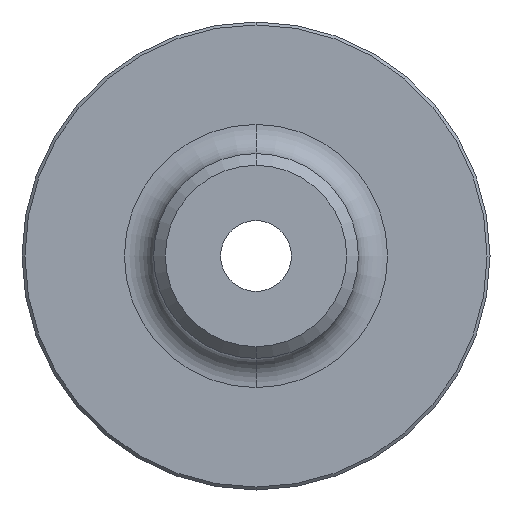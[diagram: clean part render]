
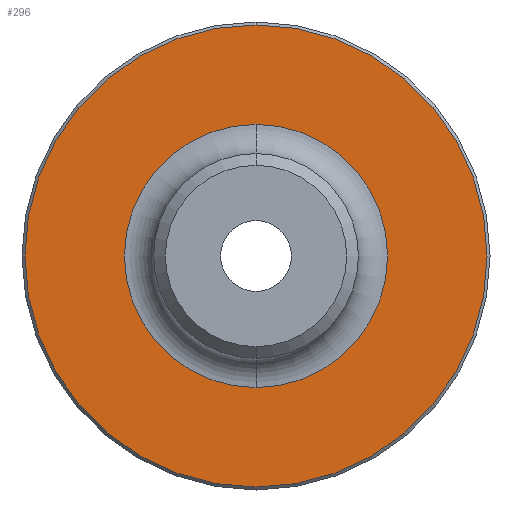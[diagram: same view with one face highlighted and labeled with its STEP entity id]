
A CAD part, front view. The second image highlights one B-rep face of the part: STEP entity #296.
In plain terms, the highlighted planar face has unit normal (0, -1, 0).
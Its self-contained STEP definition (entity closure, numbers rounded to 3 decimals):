
#7 = CARTESIAN_POINT ( 'NONE',  ( 0., 35., 0. ) ) ;
#10 = VERTEX_POINT ( 'NONE', #34 ) ;
#28 = EDGE_LOOP ( 'NONE', ( #84, #386 ) ) ;
#34 = CARTESIAN_POINT ( 'NONE',  ( 0., 35., -22.5 ) ) ;
#52 = AXIS2_PLACEMENT_3D ( 'NONE', #455, #406, #143 ) ;
#54 = EDGE_CURVE ( 'NONE', #457, #548, #307, .T. ) ;
#73 = CARTESIAN_POINT ( 'NONE',  ( 0., 35., 0. ) ) ;
#84 = ORIENTED_EDGE ( 'NONE', *, *, #231, .T. ) ;
#135 = AXIS2_PLACEMENT_3D ( 'NONE', #73, #566, #167 ) ;
#143 = DIRECTION ( 'NONE',  ( 0., 0., 1. ) ) ;
#161 = ORIENTED_EDGE ( 'NONE', *, *, #54, .T. ) ;
#167 = DIRECTION ( 'NONE',  ( 0., 0., 1. ) ) ;
#183 = CARTESIAN_POINT ( 'NONE',  ( 0., 35., 39.5 ) ) ;
#184 = DIRECTION ( 'NONE',  ( 0., 1., 0. ) ) ;
#205 = CARTESIAN_POINT ( 'NONE',  ( 17.5, 35., 0. ) ) ;
#209 = CARTESIAN_POINT ( 'NONE',  ( 0., 35., 0. ) ) ;
#227 = AXIS2_PLACEMENT_3D ( 'NONE', #205, #471, #292 ) ;
#231 = EDGE_CURVE ( 'NONE', #470, #10, #236, .T. ) ;
#233 = EDGE_CURVE ( 'NONE', #10, #470, #315, .T. ) ;
#236 = CIRCLE ( 'NONE', #285, 22.5 ) ;
#282 = ORIENTED_EDGE ( 'NONE', *, *, #334, .T. ) ;
#285 = AXIS2_PLACEMENT_3D ( 'NONE', #7, #184, #540 ) ;
#291 = EDGE_LOOP ( 'NONE', ( #161, #282 ) ) ;
#292 = DIRECTION ( 'NONE',  ( 0., 0., 1. ) ) ;
#295 = AXIS2_PLACEMENT_3D ( 'NONE', #209, #354, #308 ) ;
#296 = ADVANCED_FACE ( 'NONE', ( #345, #514 ), #475, .F. ) ;
#307 = CIRCLE ( 'NONE', #295, 39.5 ) ;
#308 = DIRECTION ( 'NONE',  ( 0., 0., 1. ) ) ;
#315 = CIRCLE ( 'NONE', #52, 22.5 ) ;
#318 = CIRCLE ( 'NONE', #135, 39.5 ) ;
#334 = EDGE_CURVE ( 'NONE', #548, #457, #318, .T. ) ;
#345 = FACE_BOUND ( 'NONE', #28, .T. ) ;
#354 = DIRECTION ( 'NONE',  ( 0., -1., 0. ) ) ;
#379 = CARTESIAN_POINT ( 'NONE',  ( 0., 35., -39.5 ) ) ;
#386 = ORIENTED_EDGE ( 'NONE', *, *, #233, .T. ) ;
#406 = DIRECTION ( 'NONE',  ( 0., 1., 0. ) ) ;
#455 = CARTESIAN_POINT ( 'NONE',  ( 0., 35., 0. ) ) ;
#457 = VERTEX_POINT ( 'NONE', #183 ) ;
#470 = VERTEX_POINT ( 'NONE', #486 ) ;
#471 = DIRECTION ( 'NONE',  ( 0., 1., 0. ) ) ;
#475 = PLANE ( 'NONE',  #227 ) ;
#486 = CARTESIAN_POINT ( 'NONE',  ( 0., 35., 22.5 ) ) ;
#514 = FACE_OUTER_BOUND ( 'NONE', #291, .T. ) ;
#540 = DIRECTION ( 'NONE',  ( 0., 0., 1. ) ) ;
#548 = VERTEX_POINT ( 'NONE', #379 ) ;
#566 = DIRECTION ( 'NONE',  ( 0., -1., 0. ) ) ;
